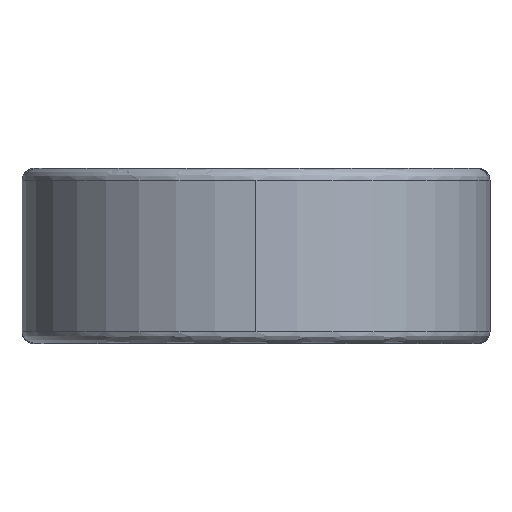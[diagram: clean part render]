
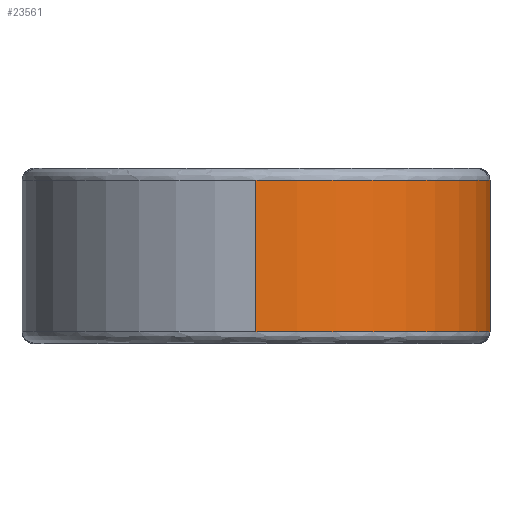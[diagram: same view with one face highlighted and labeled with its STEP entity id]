
A CAD part, left-side view. The second image highlights one B-rep face of the part: STEP entity #23561.
In plain terms, the highlighted cylindrical face has radius 19.5 mm (diameter 39 mm), a partial arc.
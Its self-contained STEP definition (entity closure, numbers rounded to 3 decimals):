
#603 = LINE ( 'NONE', #38956, #32277 ) ;
#736 = DIRECTION ( 'NONE',  ( -1., 0., 0. ) ) ;
#1280 = CARTESIAN_POINT ( 'NONE',  ( 0., -19.5, -6.3 ) ) ;
#3415 = CARTESIAN_POINT ( 'NONE',  ( 0., 0., 7.3 ) ) ;
#4803 = DIRECTION ( 'NONE',  ( 0., 0., -1. ) ) ;
#5972 = DIRECTION ( 'NONE',  ( -1., 0., 0. ) ) ;
#6535 = AXIS2_PLACEMENT_3D ( 'NONE', #13325, #20131, #10055 ) ;
#6709 = CYLINDRICAL_SURFACE ( 'NONE', #15584, 19.5 ) ;
#6925 = DIRECTION ( 'NONE',  ( 0., 0., -1. ) ) ;
#7234 = CIRCLE ( 'NONE', #6535, 19.5 ) ;
#7802 = EDGE_CURVE ( 'NONE', #36561, #27235, #27128, .T. ) ;
#8237 = ORIENTED_EDGE ( 'NONE', *, *, #7802, .T. ) ;
#8809 = FACE_OUTER_BOUND ( 'NONE', #38233, .T. ) ;
#10055 = DIRECTION ( 'NONE',  ( -1., 0., 0. ) ) ;
#10196 = VECTOR ( 'NONE', #4803, 1000. ) ;
#10616 = EDGE_CURVE ( 'NONE', #23961, #28809, #603, .T. ) ;
#12568 = ORIENTED_EDGE ( 'NONE', *, *, #22943, .T. ) ;
#13325 = CARTESIAN_POINT ( 'NONE',  ( 0., 0., 6.3 ) ) ;
#15584 = AXIS2_PLACEMENT_3D ( 'NONE', #3415, #6925, #736 ) ;
#15592 = AXIS2_PLACEMENT_3D ( 'NONE', #39720, #36078, #5972 ) ;
#15685 = DIRECTION ( 'NONE',  ( 0., 0., 1. ) ) ;
#20131 = DIRECTION ( 'NONE',  ( 0., 0., -1. ) ) ;
#22943 = EDGE_CURVE ( 'NONE', #28809, #36561, #7234, .T. ) ;
#23561 = ADVANCED_FACE ( 'NONE', ( #8809 ), #6709, .T. ) ;
#23961 = VERTEX_POINT ( 'NONE', #1280 ) ;
#24263 = CIRCLE ( 'NONE', #15592, 19.5 ) ;
#25432 = CARTESIAN_POINT ( 'NONE',  ( -19.5, 0., 7.3 ) ) ;
#27128 = LINE ( 'NONE', #25432, #10196 ) ;
#27235 = VERTEX_POINT ( 'NONE', #40220 ) ;
#28809 = VERTEX_POINT ( 'NONE', #29706 ) ;
#29706 = CARTESIAN_POINT ( 'NONE',  ( 0., -19.5, 6.3 ) ) ;
#29725 = ORIENTED_EDGE ( 'NONE', *, *, #10616, .T. ) ;
#31556 = EDGE_CURVE ( 'NONE', #27235, #23961, #24263, .T. ) ;
#32277 = VECTOR ( 'NONE', #15685, 1000. ) ;
#36078 = DIRECTION ( 'NONE',  ( 0., 0., 1. ) ) ;
#36561 = VERTEX_POINT ( 'NONE', #36651 ) ;
#36651 = CARTESIAN_POINT ( 'NONE',  ( -19.5, 0., 6.3 ) ) ;
#38233 = EDGE_LOOP ( 'NONE', ( #12568, #8237, #40586, #29725 ) ) ;
#38956 = CARTESIAN_POINT ( 'NONE',  ( 0., -19.5, 7.3 ) ) ;
#39720 = CARTESIAN_POINT ( 'NONE',  ( 0., 0., -6.3 ) ) ;
#40220 = CARTESIAN_POINT ( 'NONE',  ( -19.5, 0., -6.3 ) ) ;
#40586 = ORIENTED_EDGE ( 'NONE', *, *, #31556, .T. ) ;
